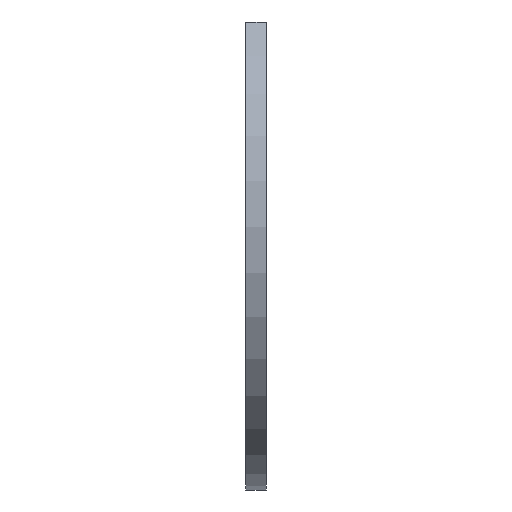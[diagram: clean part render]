
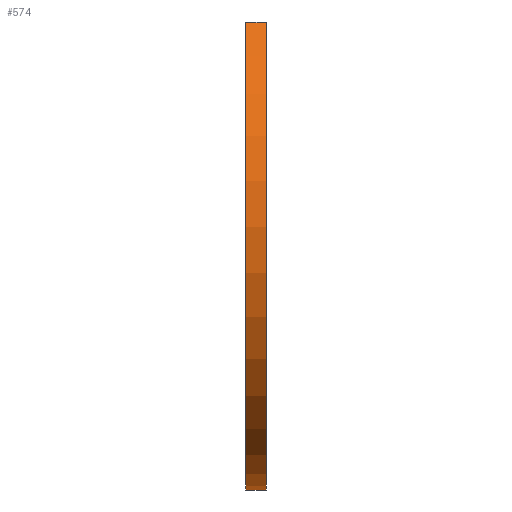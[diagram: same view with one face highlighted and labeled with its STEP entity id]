
A CAD part, left-side view. The second image highlights one B-rep face of the part: STEP entity #574.
In plain terms, the highlighted cylindrical face has radius 16 mm (diameter 32 mm), a partial arc.
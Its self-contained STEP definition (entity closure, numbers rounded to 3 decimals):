
#9 = VECTOR ( 'NONE', #881, 1000. ) ;
#22 = VERTEX_POINT ( 'NONE', #504 ) ;
#24 = DIRECTION ( 'NONE',  ( 0., 1., 0. ) ) ;
#35 = LINE ( 'NONE', #591, #740 ) ;
#55 = LINE ( 'NONE', #332, #9 ) ;
#57 = ORIENTED_EDGE ( 'NONE', *, *, #289, .T. ) ;
#137 = FACE_OUTER_BOUND ( 'NONE', #871, .T. ) ;
#144 = DIRECTION ( 'NONE',  ( 0., 0., -1. ) ) ;
#149 = AXIS2_PLACEMENT_3D ( 'NONE', #225, #24, #782 ) ;
#216 = EDGE_CURVE ( 'NONE', #589, #22, #440, .T. ) ;
#225 = CARTESIAN_POINT ( 'NONE',  ( 0., -0.6, 0. ) ) ;
#262 = ORIENTED_EDGE ( 'NONE', *, *, #282, .F. ) ;
#280 = CYLINDRICAL_SURFACE ( 'NONE', #508, 16. ) ;
#282 = EDGE_CURVE ( 'NONE', #334, #468, #608, .T. ) ;
#289 = EDGE_CURVE ( 'NONE', #334, #589, #35, .T. ) ;
#332 = CARTESIAN_POINT ( 'NONE',  ( -10.557, 0.6, 12.023 ) ) ;
#334 = VERTEX_POINT ( 'NONE', #509 ) ;
#341 = CARTESIAN_POINT ( 'NONE',  ( -10.557, 0.6, 12.023 ) ) ;
#386 = CARTESIAN_POINT ( 'NONE',  ( 0., 0.6, 0. ) ) ;
#432 = EDGE_CURVE ( 'NONE', #22, #468, #55, .T. ) ;
#433 = CARTESIAN_POINT ( 'NONE',  ( 0., 0.6, 0. ) ) ;
#440 = CIRCLE ( 'NONE', #149, 16. ) ;
#468 = VERTEX_POINT ( 'NONE', #341 ) ;
#504 = CARTESIAN_POINT ( 'NONE',  ( -10.557, -0.6, 12.023 ) ) ;
#508 = AXIS2_PLACEMENT_3D ( 'NONE', #433, #557, #144 ) ;
#509 = CARTESIAN_POINT ( 'NONE',  ( 10.557, 0.6, 12.023 ) ) ;
#557 = DIRECTION ( 'NONE',  ( 0., -1., 0. ) ) ;
#574 = ADVANCED_FACE ( 'NONE', ( #137 ), #280, .T. ) ;
#589 = VERTEX_POINT ( 'NONE', #700 ) ;
#591 = CARTESIAN_POINT ( 'NONE',  ( 10.557, 0.6, 12.023 ) ) ;
#596 = ORIENTED_EDGE ( 'NONE', *, *, #216, .T. ) ;
#608 = CIRCLE ( 'NONE', #771, 16. ) ;
#658 = DIRECTION ( 'NONE',  ( 0., 1., 0. ) ) ;
#673 = DIRECTION ( 'NONE',  ( 0., 0., 1. ) ) ;
#700 = CARTESIAN_POINT ( 'NONE',  ( 10.557, -0.6, 12.023 ) ) ;
#740 = VECTOR ( 'NONE', #862, 1000. ) ;
#771 = AXIS2_PLACEMENT_3D ( 'NONE', #386, #658, #673 ) ;
#782 = DIRECTION ( 'NONE',  ( 0., 0., 1. ) ) ;
#862 = DIRECTION ( 'NONE',  ( 0., -1., 0. ) ) ;
#867 = ORIENTED_EDGE ( 'NONE', *, *, #432, .T. ) ;
#871 = EDGE_LOOP ( 'NONE', ( #262, #57, #596, #867 ) ) ;
#881 = DIRECTION ( 'NONE',  ( 0., 1., 0. ) ) ;
